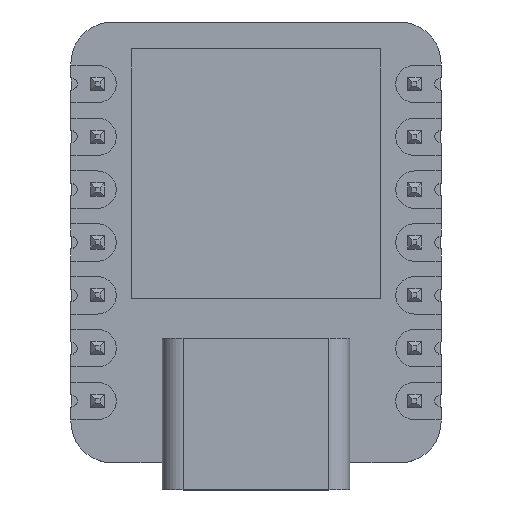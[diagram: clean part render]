
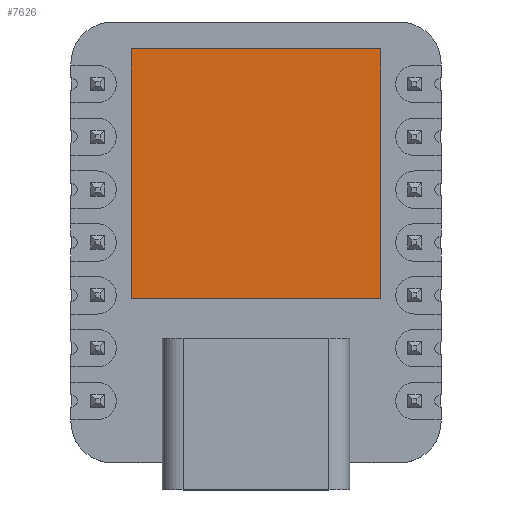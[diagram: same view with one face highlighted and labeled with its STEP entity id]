
A CAD part, top view. The second image highlights one B-rep face of the part: STEP entity #7626.
In plain terms, the highlighted planar face has unit normal (0, 0, 1).
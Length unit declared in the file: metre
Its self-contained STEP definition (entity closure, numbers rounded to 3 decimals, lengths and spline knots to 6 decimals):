
#1955=ORIENTED_EDGE('',*,*,#3346,.T.);
#1956=ORIENTED_EDGE('',*,*,#3347,.T.);
#1957=ORIENTED_EDGE('',*,*,#3348,.T.);
#1958=ORIENTED_EDGE('',*,*,#3349,.T.);
#3346=EDGE_CURVE('',#4155,#4156,#4938,.T.);
#3347=EDGE_CURVE('',#4156,#4157,#4939,.T.);
#3348=EDGE_CURVE('',#4157,#4158,#4940,.T.);
#3349=EDGE_CURVE('',#4158,#4155,#4941,.T.);
#4155=VERTEX_POINT('',#12607);
#4156=VERTEX_POINT('',#12608);
#4157=VERTEX_POINT('',#12610);
#4158=VERTEX_POINT('',#12612);
#4938=LINE('',#12606,#5800);
#4939=LINE('',#12609,#5801);
#4940=LINE('',#12611,#5802);
#4941=LINE('',#12613,#5803);
#5800=VECTOR('',#10412,1.);
#5801=VECTOR('',#10413,1.);
#5802=VECTOR('',#10414,1.);
#5803=VECTOR('',#10415,1.);
#6402=EDGE_LOOP('',(#1955,#1956,#1957,#1958));
#6878=FACE_BOUND('',#6402,.T.);
#7233=PLANE('',#8759);
#7626=ADVANCED_FACE('',(#6878),#7233,.T.);
#8759=AXIS2_PLACEMENT_3D('',#12605,#10410,#10411);
#10410=DIRECTION('',(0.,0.,1.));
#10411=DIRECTION('',(1.,0.,0.));
#10412=DIRECTION('',(0.,1.,0.));
#10413=DIRECTION('',(-1.,0.,0.));
#10414=DIRECTION('',(0.,-1.,0.));
#10415=DIRECTION('',(1.,0.,0.));
#12605=CARTESIAN_POINT('',(-0.003,0.0419,-0.00404));
#12606=CARTESIAN_POINT('',(0.003,0.0479,-0.00404));
#12607=CARTESIAN_POINT('',(0.003,0.0359,-0.00404));
#12608=CARTESIAN_POINT('',(0.003,0.0479,-0.00404));
#12609=CARTESIAN_POINT('',(-0.009,0.0479,-0.00404));
#12610=CARTESIAN_POINT('',(-0.009,0.0479,-0.00404));
#12611=CARTESIAN_POINT('',(-0.009,0.0359,-0.00404));
#12612=CARTESIAN_POINT('',(-0.009,0.0359,-0.00404));
#12613=CARTESIAN_POINT('',(0.003,0.0359,-0.00404));
